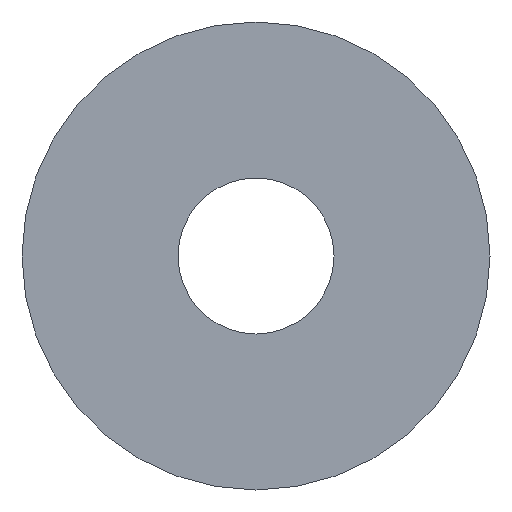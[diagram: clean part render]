
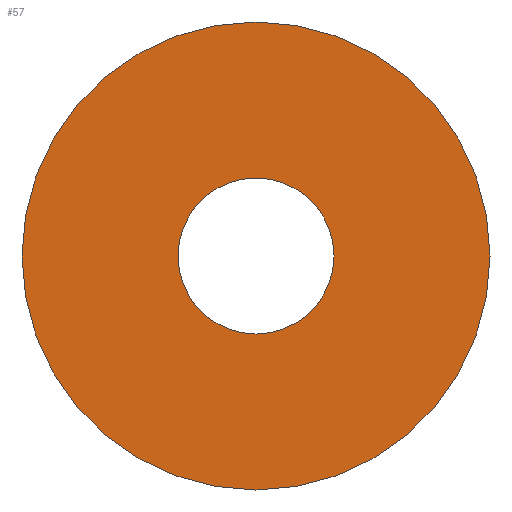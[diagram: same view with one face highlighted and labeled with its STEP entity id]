
A CAD part, front view. The second image highlights one B-rep face of the part: STEP entity #57.
In plain terms, the highlighted planar face has unit normal (0, -1, 0).
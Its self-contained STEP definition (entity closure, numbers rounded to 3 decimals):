
#15=PLANE('',#67);
#19=FACE_BOUND('',#30,.T.);
#23=FACE_OUTER_BOUND('',#29,.T.);
#29=EDGE_LOOP('',(#49));
#30=EDGE_LOOP('',(#50));
#33=CIRCLE('',#62,2.);
#35=CIRCLE('',#65,6.);
#37=VERTEX_POINT('',#89);
#39=VERTEX_POINT('',#94);
#41=EDGE_CURVE('',#37,#37,#33,.T.);
#43=EDGE_CURVE('',#39,#39,#35,.T.);
#49=ORIENTED_EDGE('',*,*,#43,.T.);
#50=ORIENTED_EDGE('',*,*,#41,.T.);
#57=ADVANCED_FACE('',(#23,#19),#15,.F.);
#62=AXIS2_PLACEMENT_3D('',#90,#73,#74);
#65=AXIS2_PLACEMENT_3D('',#95,#79,#80);
#67=AXIS2_PLACEMENT_3D('',#98,#83,#84);
#73=DIRECTION('center_axis',(0.,1.,0.));
#74=DIRECTION('ref_axis',(1.,0.,0.));
#79=DIRECTION('center_axis',(0.,-1.,0.));
#80=DIRECTION('ref_axis',(1.,0.,0.));
#83=DIRECTION('center_axis',(0.,1.,0.));
#84=DIRECTION('ref_axis',(0.,0.,1.));
#89=CARTESIAN_POINT('',(-2.,-4.,0.));
#90=CARTESIAN_POINT('Origin',(0.,-4.,0.));
#94=CARTESIAN_POINT('',(-6.,-4.,0.));
#95=CARTESIAN_POINT('Origin',(0.,-4.,0.));
#98=CARTESIAN_POINT('Origin',(0.,-4.,0.));
